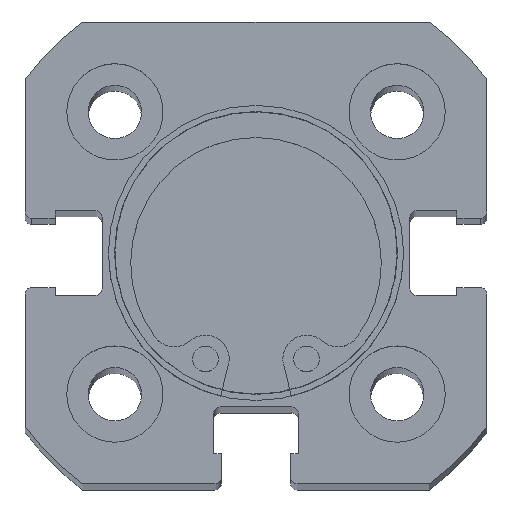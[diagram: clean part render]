
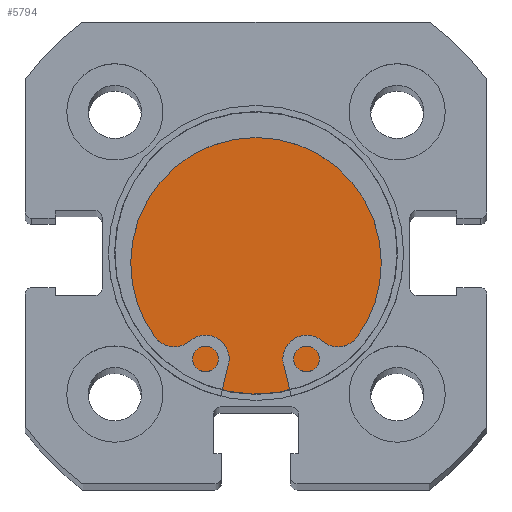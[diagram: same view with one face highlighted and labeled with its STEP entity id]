
A CAD part, top view. The second image highlights one B-rep face of the part: STEP entity #5794.
In plain terms, the highlighted face is planar.
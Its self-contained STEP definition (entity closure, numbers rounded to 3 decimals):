
#366 = EDGE_CURVE ( 'NONE', #3190, #3213, #2431, .T. ) ;
#377 = EDGE_CURVE ( 'NONE', #3213, #3190, #2445, .T. ) ;
#620 = AXIS2_PLACEMENT_3D ( 'NONE', #4169, #4170, #4171 ) ;
#626 = AXIS2_PLACEMENT_3D ( 'NONE', #4189, #4207, #4208 ) ;
#875 = AXIS2_PLACEMENT_3D ( 'NONE', #5479, #5482, #5483 ) ;
#943 = ORIENTED_EDGE ( 'NONE', *, *, #377, .F. ) ;
#963 = ORIENTED_EDGE ( 'NONE', *, *, #366, .F. ) ;
#979 = EDGE_LOOP ( 'NONE', ( #943, #963 ) ) ;
#2431 = CIRCLE ( 'NONE', #620, 11. ) ;
#2445 = CIRCLE ( 'NONE', #626, 11. ) ;
#3003 = FACE_OUTER_BOUND ( 'NONE', #979, .T. ) ;
#3190 = VERTEX_POINT ( 'NONE', #4670 ) ;
#3213 = VERTEX_POINT ( 'NONE', #4693 ) ;
#4169 = CARTESIAN_POINT ( 'NONE',  ( 6., 0., 0. ) ) ;
#4170 = DIRECTION ( 'NONE',  ( -1., 0., 0. ) ) ;
#4171 = DIRECTION ( 'NONE',  ( 0., 0., 1. ) ) ;
#4189 = CARTESIAN_POINT ( 'NONE',  ( 6., 0., 0. ) ) ;
#4207 = DIRECTION ( 'NONE',  ( -1., 0., 0. ) ) ;
#4208 = DIRECTION ( 'NONE',  ( 0., 0., 1. ) ) ;
#4670 = CARTESIAN_POINT ( 'NONE',  ( 6., 0., -11. ) ) ;
#4693 = CARTESIAN_POINT ( 'NONE',  ( 6., 0., 11. ) ) ;
#5479 = CARTESIAN_POINT ( 'NONE',  ( 6., 11., 0. ) ) ;
#5480 = PLANE ( 'NONE',  #875 ) ;
#5482 = DIRECTION ( 'NONE',  ( -1., 0., 0. ) ) ;
#5483 = DIRECTION ( 'NONE',  ( 0., 0., 1. ) ) ;
#5794 = ADVANCED_FACE ( 'NONE', ( #3003 ), #5480, .F. ) ;
